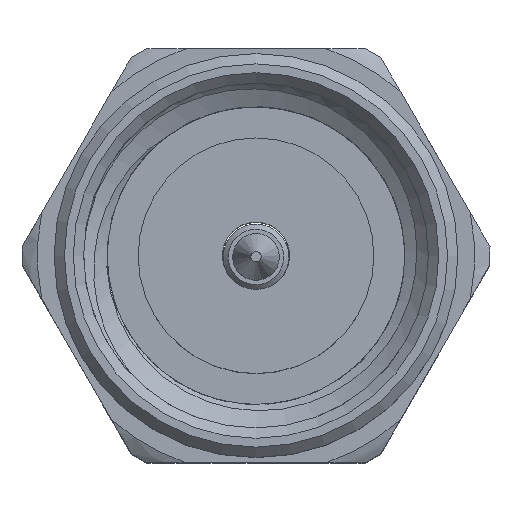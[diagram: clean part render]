
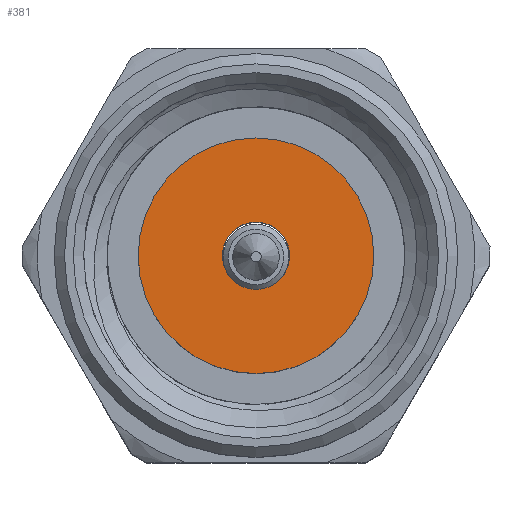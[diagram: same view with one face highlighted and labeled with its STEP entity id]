
A CAD part, top view. The second image highlights one B-rep face of the part: STEP entity #381.
In plain terms, the highlighted planar face has unit normal (0, 0, 1).
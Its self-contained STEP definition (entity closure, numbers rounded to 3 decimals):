
#381 = ADVANCED_FACE( '', ( #863, #864 ), #865, .F. );
#863 = FACE_OUTER_BOUND( '', #2141, .T. );
#864 = FACE_BOUND( '', #2142, .T. );
#865 = PLANE( '', #2143 );
#2141 = EDGE_LOOP( '', ( #2989 ) );
#2142 = EDGE_LOOP( '', ( #2990 ) );
#2143 = AXIS2_PLACEMENT_3D( '', #2991, #2992, #2993 );
#2989 = ORIENTED_EDGE( '', *, *, #3723, .F. );
#2990 = ORIENTED_EDGE( '', *, *, #3716, .T. );
#2991 = CARTESIAN_POINT( '', ( 0., 0., 6.35 ) );
#2992 = DIRECTION( '', ( 0., 0., -1. ) );
#2993 = DIRECTION( '', ( -1., 0., 0. ) );
#3716 = EDGE_CURVE( '', #4285, #4285, #4286, .T. );
#3723 = EDGE_CURVE( '', #4293, #4293, #4294, .T. );
#4285 = VERTEX_POINT( '', #6042 );
#4286 = CIRCLE( '', #6043, 0.65 );
#4293 = VERTEX_POINT( '', #6056 );
#4294 = CIRCLE( '', #6057, 2.275 );
#6042 = CARTESIAN_POINT( '', ( -0.532, -0.373, 6.35 ) );
#6043 = AXIS2_PLACEMENT_3D( '', #6635, #6636, #6637 );
#6056 = CARTESIAN_POINT( '', ( 0., -2.275, 6.35 ) );
#6057 = AXIS2_PLACEMENT_3D( '', #6638, #6639, #6640 );
#6635 = CARTESIAN_POINT( '', ( 0., 0., 6.35 ) );
#6636 = DIRECTION( '', ( 0., 0., -1. ) );
#6637 = DIRECTION( '', ( -0.819, -0.574, 0. ) );
#6638 = CARTESIAN_POINT( '', ( 0., 0., 6.35 ) );
#6639 = DIRECTION( '', ( 0., 0., -1. ) );
#6640 = DIRECTION( '', ( 0., -1., 0. ) );
